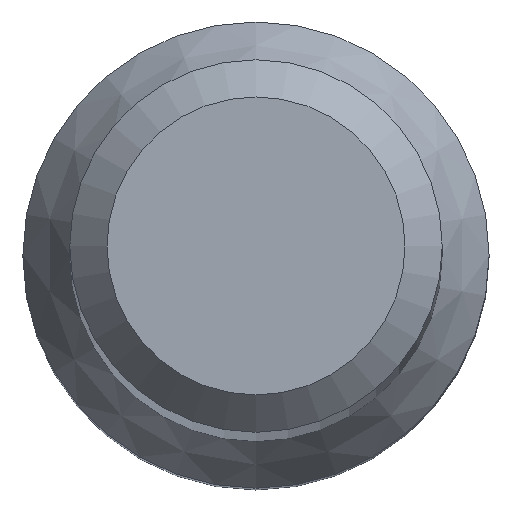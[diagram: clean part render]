
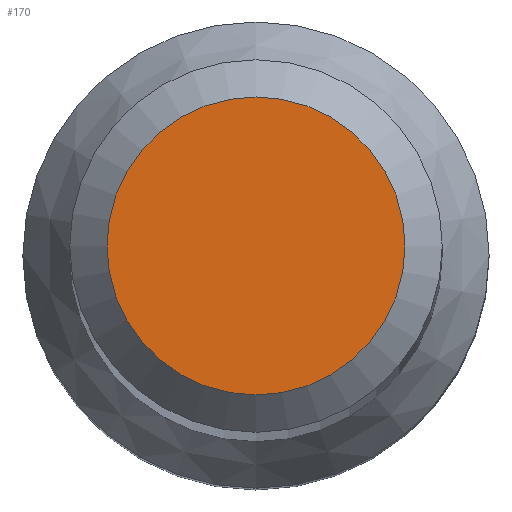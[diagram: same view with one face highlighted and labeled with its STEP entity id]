
A CAD part, top view. The second image highlights one B-rep face of the part: STEP entity #170.
In plain terms, the highlighted planar face has unit normal (0, 0, 1).
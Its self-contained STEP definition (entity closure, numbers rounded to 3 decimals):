
#7 = PLANE ( 'NONE',  #64 ) ;
#32 = ORIENTED_EDGE ( 'NONE', *, *, #153, .F. ) ;
#64 = AXIS2_PLACEMENT_3D ( 'NONE', #231, #88, #175 ) ;
#88 = DIRECTION ( 'NONE',  ( 0., 0., 1. ) ) ;
#105 = CARTESIAN_POINT ( 'NONE',  ( 0., 2.4, 101. ) ) ;
#134 = EDGE_LOOP ( 'NONE', ( #32 ) ) ;
#138 = DIRECTION ( 'NONE',  ( 0., 0., -1. ) ) ;
#147 = VERTEX_POINT ( 'NONE', #105 ) ;
#153 = EDGE_CURVE ( 'NONE', #147, #147, #156, .T. ) ;
#156 = CIRCLE ( 'NONE', #237, 2.4 ) ;
#159 = CARTESIAN_POINT ( 'NONE',  ( 0., 0., 101. ) ) ;
#170 = ADVANCED_FACE ( 'NONE', ( #178 ), #7, .T. ) ;
#175 = DIRECTION ( 'NONE',  ( 0., -1., 0. ) ) ;
#178 = FACE_OUTER_BOUND ( 'NONE', #134, .T. ) ;
#215 = DIRECTION ( 'NONE',  ( 0., 1., 0. ) ) ;
#231 = CARTESIAN_POINT ( 'NONE',  ( 0., 0., 101. ) ) ;
#237 = AXIS2_PLACEMENT_3D ( 'NONE', #159, #138, #215 ) ;
